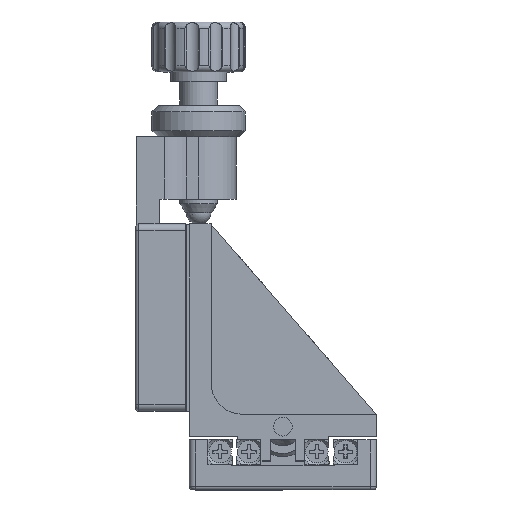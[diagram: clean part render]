
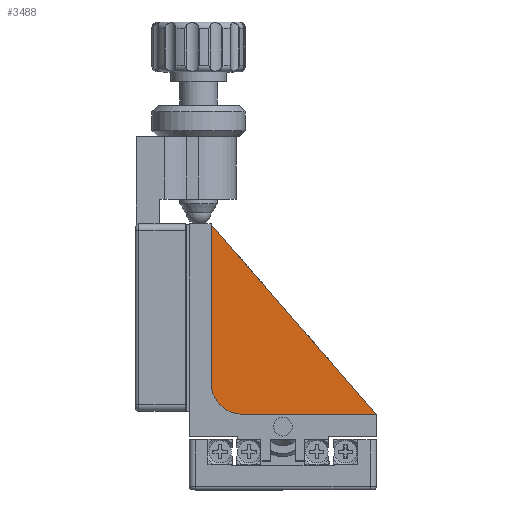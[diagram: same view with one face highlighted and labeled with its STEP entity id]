
A CAD part, top view. The second image highlights one B-rep face of the part: STEP entity #3488.
In plain terms, the highlighted planar face has unit normal (0, 0, 1).
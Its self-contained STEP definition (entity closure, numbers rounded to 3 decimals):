
#106 = VERTEX_POINT ( 'NONE', #21652 ) ;
#830 = CARTESIAN_POINT ( 'NONE',  ( 7.5, 38., 3. ) ) ;
#1328 = EDGE_CURVE ( 'NONE', #2753, #29823, #5155, .T. ) ;
#2753 = VERTEX_POINT ( 'NONE', #9555 ) ;
#2879 = ORIENTED_EDGE ( 'NONE', *, *, #12509, .T. ) ;
#3382 = VECTOR ( 'NONE', #6074, 1000. ) ;
#3488 = ADVANCED_FACE ( 'NONE', ( #12034 ), #3983, .T. ) ;
#3983 = PLANE ( 'NONE',  #7771 ) ;
#5155 = CIRCLE ( 'NONE', #18338, 5. ) ;
#5473 = DIRECTION ( 'NONE',  ( 0., 0., 1. ) ) ;
#6074 = DIRECTION ( 'NONE',  ( -0.656, 0.755, 0. ) ) ;
#7771 = AXIS2_PLACEMENT_3D ( 'NONE', #26630, #8760, #13666 ) ;
#8140 = CARTESIAN_POINT ( 'NONE',  ( 7.5, 38., 3. ) ) ;
#8170 = DIRECTION ( 'NONE',  ( 1., 0., 0. ) ) ;
#8212 = ORIENTED_EDGE ( 'NONE', *, *, #1328, .T. ) ;
#8760 = DIRECTION ( 'NONE',  ( 0., 0., 1. ) ) ;
#9555 = CARTESIAN_POINT ( 'NONE',  ( 7.5, 12.5, 3. ) ) ;
#9956 = EDGE_LOOP ( 'NONE', ( #8212, #2879, #17563, #28557 ) ) ;
#10693 = CARTESIAN_POINT ( 'NONE',  ( 12.5, 12.5, 3. ) ) ;
#11946 = VECTOR ( 'NONE', #12525, 1000. ) ;
#12034 = FACE_OUTER_BOUND ( 'NONE', #9956, .T. ) ;
#12078 = LINE ( 'NONE', #16214, #14121 ) ;
#12509 = EDGE_CURVE ( 'NONE', #29823, #106, #21884, .T. ) ;
#12525 = DIRECTION ( 'NONE',  ( 1., 0., 0. ) ) ;
#13049 = LINE ( 'NONE', #8140, #3382 ) ;
#13666 = DIRECTION ( 'NONE',  ( 1., 0., 0. ) ) ;
#14121 = VECTOR ( 'NONE', #26053, 1000. ) ;
#16214 = CARTESIAN_POINT ( 'NONE',  ( 7.5, 38., 3. ) ) ;
#17563 = ORIENTED_EDGE ( 'NONE', *, *, #21711, .T. ) ;
#18338 = AXIS2_PLACEMENT_3D ( 'NONE', #10693, #5473, #8170 ) ;
#20219 = VERTEX_POINT ( 'NONE', #830 ) ;
#21652 = CARTESIAN_POINT ( 'NONE',  ( 34., 7.5, 3. ) ) ;
#21711 = EDGE_CURVE ( 'NONE', #106, #20219, #13049, .T. ) ;
#21731 = CARTESIAN_POINT ( 'NONE',  ( 12.5, 7.5, 3. ) ) ;
#21884 = LINE ( 'NONE', #21731, #11946 ) ;
#24233 = EDGE_CURVE ( 'NONE', #20219, #2753, #12078, .T. ) ;
#24787 = CARTESIAN_POINT ( 'NONE',  ( 12.5, 7.5, 3. ) ) ;
#26053 = DIRECTION ( 'NONE',  ( 0., -1., 0. ) ) ;
#26630 = CARTESIAN_POINT ( 'NONE',  ( 12.5, 12.5, 3. ) ) ;
#28557 = ORIENTED_EDGE ( 'NONE', *, *, #24233, .T. ) ;
#29823 = VERTEX_POINT ( 'NONE', #24787 ) ;
